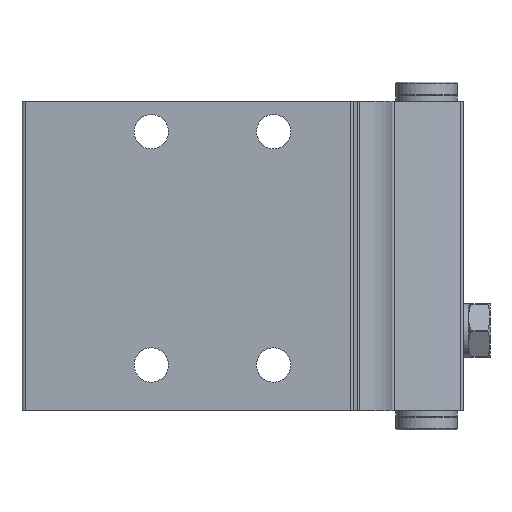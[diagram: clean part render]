
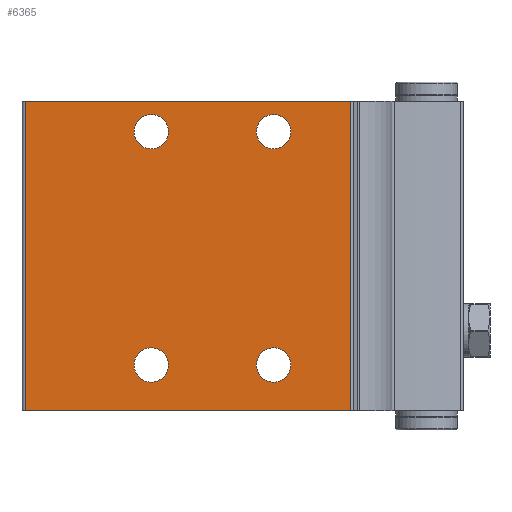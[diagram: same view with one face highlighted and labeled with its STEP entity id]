
A CAD part, front view. The second image highlights one B-rep face of the part: STEP entity #6365.
In plain terms, the highlighted planar face has unit normal (0, -1, 0).
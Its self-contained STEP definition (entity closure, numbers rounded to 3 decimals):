
#138=LINE('',#10172,#697);
#139=LINE('',#10182,#698);
#140=LINE('',#10184,#699);
#141=LINE('',#10186,#700);
#697=VECTOR('',#7987,1000.);
#698=VECTOR('',#7998,1000.);
#699=VECTOR('',#7999,1000.);
#700=VECTOR('',#8000,1000.);
#1241=PLANE('',#7236);
#1505=CIRCLE('',#7237,2.25);
#1506=CIRCLE('',#7238,2.25);
#1507=CIRCLE('',#7239,2.25);
#1508=CIRCLE('',#7240,2.25);
#1828=ORIENTED_EDGE('',*,*,#3558,.F.);
#1829=ORIENTED_EDGE('',*,*,#3559,.F.);
#1830=ORIENTED_EDGE('',*,*,#3560,.F.);
#1831=ORIENTED_EDGE('',*,*,#3561,.F.);
#1832=ORIENTED_EDGE('',*,*,#3562,.F.);
#1833=ORIENTED_EDGE('',*,*,#3557,.F.);
#1834=ORIENTED_EDGE('',*,*,#3563,.T.);
#1835=ORIENTED_EDGE('',*,*,#3564,.T.);
#3557=EDGE_CURVE('',#4417,#4416,#138,.T.);
#3558=EDGE_CURVE('',#4418,#4418,#1505,.T.);
#3559=EDGE_CURVE('',#4419,#4419,#1506,.T.);
#3560=EDGE_CURVE('',#4420,#4420,#1507,.T.);
#3561=EDGE_CURVE('',#4421,#4421,#1508,.T.);
#3562=EDGE_CURVE('',#4416,#4422,#139,.T.);
#3563=EDGE_CURVE('',#4417,#4423,#140,.T.);
#3564=EDGE_CURVE('',#4423,#4422,#141,.T.);
#4416=VERTEX_POINT('',#10169);
#4417=VERTEX_POINT('',#10171);
#4418=VERTEX_POINT('',#10175);
#4419=VERTEX_POINT('',#10177);
#4420=VERTEX_POINT('',#10179);
#4421=VERTEX_POINT('',#10181);
#4422=VERTEX_POINT('',#10183);
#4423=VERTEX_POINT('',#10185);
#5083=EDGE_LOOP('',(#1828));
#5084=EDGE_LOOP('',(#1829));
#5085=EDGE_LOOP('',(#1830));
#5086=EDGE_LOOP('',(#1831));
#5087=EDGE_LOOP('',(#1832,#1833,#1834,#1835));
#5678=FACE_BOUND('',#5083,.T.);
#5679=FACE_BOUND('',#5084,.T.);
#5680=FACE_BOUND('',#5085,.T.);
#5681=FACE_BOUND('',#5086,.T.);
#5682=FACE_BOUND('',#5087,.T.);
#6365=ADVANCED_FACE('',(#5678,#5679,#5680,#5681,#5682),#1241,.T.);
#7236=AXIS2_PLACEMENT_3D('',#10173,#7988,#7989);
#7237=AXIS2_PLACEMENT_3D('',#10174,#7990,#7991);
#7238=AXIS2_PLACEMENT_3D('',#10176,#7992,#7993);
#7239=AXIS2_PLACEMENT_3D('',#10178,#7994,#7995);
#7240=AXIS2_PLACEMENT_3D('',#10180,#7996,#7997);
#7987=DIRECTION('',(0.,0.,1.));
#7988=DIRECTION('',(0.,-1.,0.));
#7989=DIRECTION('',(0.,0.,-1.));
#7990=DIRECTION('',(0.,-1.,0.));
#7991=DIRECTION('',(0.,0.,-1.));
#7992=DIRECTION('',(0.,-1.,0.));
#7993=DIRECTION('',(0.,0.,-1.));
#7994=DIRECTION('',(0.,-1.,0.));
#7995=DIRECTION('',(0.,0.,-1.));
#7996=DIRECTION('',(0.,-1.,0.));
#7997=DIRECTION('',(0.,0.,-1.));
#7998=DIRECTION('',(1.,0.,0.));
#7999=DIRECTION('',(1.,0.,0.));
#8000=DIRECTION('',(0.,0.,1.));
#10169=CARTESIAN_POINT('',(-18.069,0.,0.));
#10171=CARTESIAN_POINT('',(-18.069,0.,-40.5));
#10172=CARTESIAN_POINT('',(-18.069,0.,-40.5));
#10173=CARTESIAN_POINT('',(-18.069,0.,-40.5));
#10174=CARTESIAN_POINT('',(-8.,0.,-6.));
#10175=CARTESIAN_POINT('',(-8.,0.,-8.25));
#10176=CARTESIAN_POINT('',(-8.,0.,-36.5));
#10177=CARTESIAN_POINT('',(-8.,0.,-38.75));
#10178=CARTESIAN_POINT('',(8.,0.,-36.5));
#10179=CARTESIAN_POINT('',(8.,0.,-38.75));
#10180=CARTESIAN_POINT('',(8.,0.,-6.));
#10181=CARTESIAN_POINT('',(8.,0.,-8.25));
#10182=CARTESIAN_POINT('',(-18.069,0.,0.));
#10183=CARTESIAN_POINT('',(24.5,0.,0.));
#10184=CARTESIAN_POINT('',(-18.069,0.,-40.5));
#10185=CARTESIAN_POINT('',(24.5,0.,-40.5));
#10186=CARTESIAN_POINT('',(24.5,0.,-40.5));
